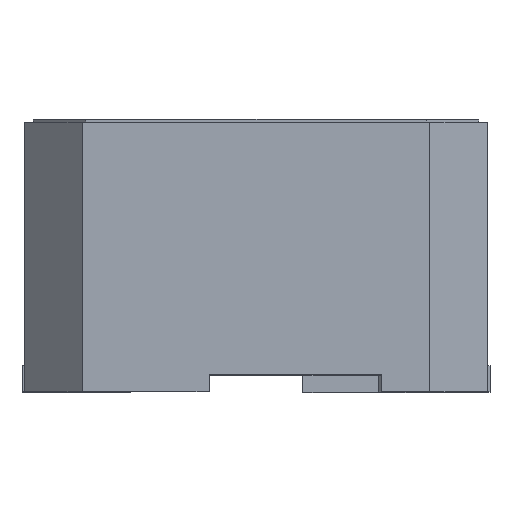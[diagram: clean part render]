
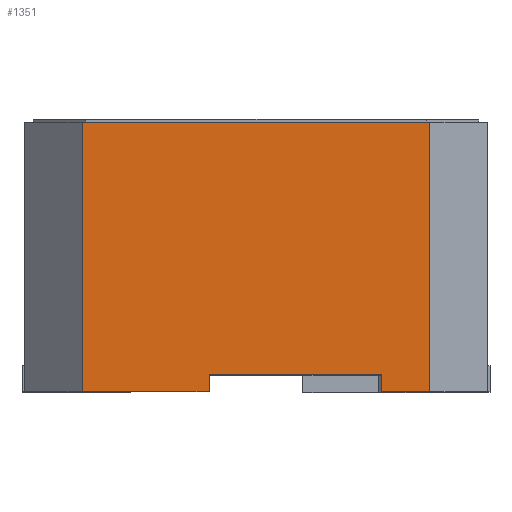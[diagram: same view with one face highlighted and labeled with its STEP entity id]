
A CAD part, top view. The second image highlights one B-rep face of the part: STEP entity #1351.
In plain terms, the highlighted planar face has unit normal (0, 0, 1).
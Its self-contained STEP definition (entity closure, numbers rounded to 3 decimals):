
#6 = CARTESIAN_POINT ( 'NONE',  ( 3., 4.65, 4. ) ) ;
#55 = VERTEX_POINT ( 'NONE', #3214 ) ;
#126 = CARTESIAN_POINT ( 'NONE',  ( -4., 0., 4. ) ) ;
#173 = DIRECTION ( 'NONE',  ( 0., -1., 0. ) ) ;
#255 = DIRECTION ( 'NONE',  ( 0., -1., 0. ) ) ;
#267 = EDGE_CURVE ( 'NONE', #2018, #482, #2392, .T. ) ;
#309 = LINE ( 'NONE', #3069, #2735 ) ;
#482 = VERTEX_POINT ( 'NONE', #2265 ) ;
#610 = EDGE_LOOP ( 'NONE', ( #1487, #2789, #2583, #646, #1605, #2619, #2996, #770 ) ) ;
#646 = ORIENTED_EDGE ( 'NONE', *, *, #267, .F. ) ;
#665 = LINE ( 'NONE', #1204, #3441 ) ;
#770 = ORIENTED_EDGE ( 'NONE', *, *, #2765, .F. ) ;
#792 = VECTOR ( 'NONE', #1449, 1000. ) ;
#819 = EDGE_CURVE ( 'NONE', #1878, #2532, #1632, .T. ) ;
#855 = EDGE_CURVE ( 'NONE', #3113, #2018, #665, .T. ) ;
#1054 = VECTOR ( 'NONE', #255, 1000. ) ;
#1080 = LINE ( 'NONE', #126, #2262 ) ;
#1168 = CARTESIAN_POINT ( 'NONE',  ( 0., 4.65, 4. ) ) ;
#1204 = CARTESIAN_POINT ( 'NONE',  ( 3., 4.65, 4. ) ) ;
#1278 = CARTESIAN_POINT ( 'NONE',  ( -0.81, 4.65, 4. ) ) ;
#1311 = VECTOR ( 'NONE', #2393, 1000. ) ;
#1328 = CARTESIAN_POINT ( 'NONE',  ( -3., 4.65, 4. ) ) ;
#1349 = EDGE_CURVE ( 'NONE', #55, #3287, #1936, .T. ) ;
#1351 = ADVANCED_FACE ( 'NONE', ( #2819 ), #3429, .F. ) ;
#1449 = DIRECTION ( 'NONE',  ( -1., 0., 0. ) ) ;
#1478 = CARTESIAN_POINT ( 'NONE',  ( -4., 0., 4. ) ) ;
#1479 = DIRECTION ( 'NONE',  ( 0., 1., 0. ) ) ;
#1487 = ORIENTED_EDGE ( 'NONE', *, *, #1349, .F. ) ;
#1544 = VECTOR ( 'NONE', #2565, 1000. ) ;
#1605 = ORIENTED_EDGE ( 'NONE', *, *, #855, .F. ) ;
#1615 = LINE ( 'NONE', #1168, #2823 ) ;
#1632 = LINE ( 'NONE', #2540, #1544 ) ;
#1671 = CARTESIAN_POINT ( 'NONE',  ( 2.16, 0.3, 4. ) ) ;
#1869 = LINE ( 'NONE', #2901, #1311 ) ;
#1878 = VERTEX_POINT ( 'NONE', #3340 ) ;
#1936 = LINE ( 'NONE', #1278, #1054 ) ;
#2018 = VERTEX_POINT ( 'NONE', #3187 ) ;
#2103 = CARTESIAN_POINT ( 'NONE',  ( -4., 4.65, 4. ) ) ;
#2111 = DIRECTION ( 'NONE',  ( 0., 0., -1. ) ) ;
#2262 = VECTOR ( 'NONE', #2516, 1000. ) ;
#2265 = CARTESIAN_POINT ( 'NONE',  ( 2.16, 0., 4. ) ) ;
#2305 = EDGE_CURVE ( 'NONE', #2665, #55, #1869, .T. ) ;
#2364 = DIRECTION ( 'NONE',  ( -1., 0., 0. ) ) ;
#2375 = EDGE_CURVE ( 'NONE', #482, #2665, #309, .T. ) ;
#2392 = LINE ( 'NONE', #1478, #792 ) ;
#2393 = DIRECTION ( 'NONE',  ( -1., 0., 0. ) ) ;
#2516 = DIRECTION ( 'NONE',  ( -1., 0., 0. ) ) ;
#2532 = VERTEX_POINT ( 'NONE', #1328 ) ;
#2540 = CARTESIAN_POINT ( 'NONE',  ( -3., 4.65, 4. ) ) ;
#2565 = DIRECTION ( 'NONE',  ( 0., 1., 0. ) ) ;
#2583 = ORIENTED_EDGE ( 'NONE', *, *, #2375, .F. ) ;
#2619 = ORIENTED_EDGE ( 'NONE', *, *, #3258, .F. ) ;
#2665 = VERTEX_POINT ( 'NONE', #1671 ) ;
#2735 = VECTOR ( 'NONE', #1479, 1000. ) ;
#2765 = EDGE_CURVE ( 'NONE', #3287, #1878, #1080, .T. ) ;
#2789 = ORIENTED_EDGE ( 'NONE', *, *, #2305, .F. ) ;
#2819 = FACE_OUTER_BOUND ( 'NONE', #610, .T. ) ;
#2823 = VECTOR ( 'NONE', #3051, 1000. ) ;
#2901 = CARTESIAN_POINT ( 'NONE',  ( -4., 0.3, 4. ) ) ;
#2996 = ORIENTED_EDGE ( 'NONE', *, *, #819, .F. ) ;
#3041 = CARTESIAN_POINT ( 'NONE',  ( -0.81, 0., 4. ) ) ;
#3051 = DIRECTION ( 'NONE',  ( 1., 0., 0. ) ) ;
#3069 = CARTESIAN_POINT ( 'NONE',  ( 2.16, 4.65, 4. ) ) ;
#3113 = VERTEX_POINT ( 'NONE', #6 ) ;
#3187 = CARTESIAN_POINT ( 'NONE',  ( 3., 0., 4. ) ) ;
#3214 = CARTESIAN_POINT ( 'NONE',  ( -0.81, 0.3, 4. ) ) ;
#3225 = AXIS2_PLACEMENT_3D ( 'NONE', #2103, #2111, #2364 ) ;
#3258 = EDGE_CURVE ( 'NONE', #2532, #3113, #1615, .T. ) ;
#3287 = VERTEX_POINT ( 'NONE', #3041 ) ;
#3340 = CARTESIAN_POINT ( 'NONE',  ( -3., 0., 4. ) ) ;
#3429 = PLANE ( 'NONE',  #3225 ) ;
#3441 = VECTOR ( 'NONE', #173, 1000. ) ;
